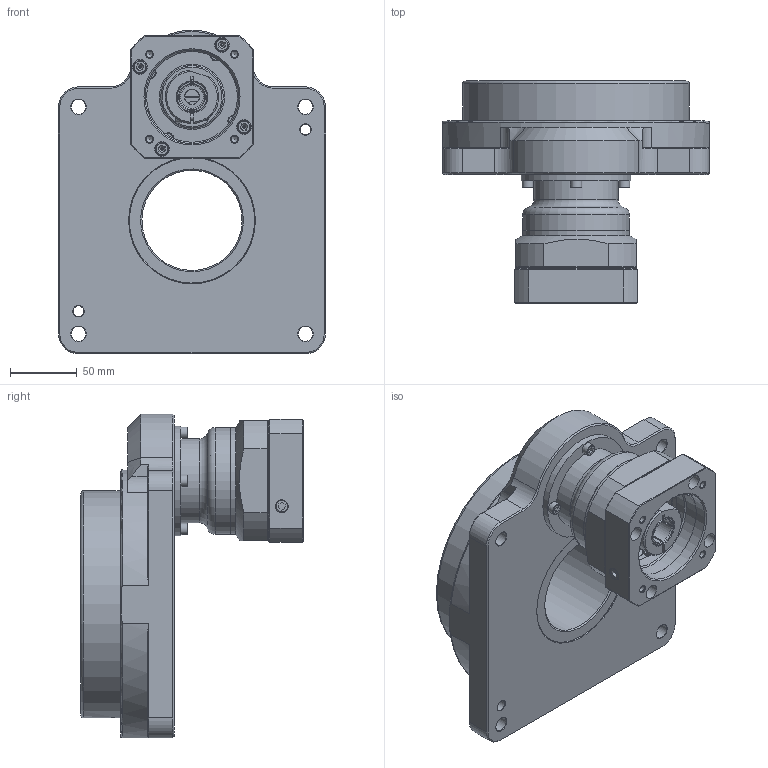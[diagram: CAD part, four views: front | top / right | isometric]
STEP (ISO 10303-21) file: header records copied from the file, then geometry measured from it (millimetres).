
FILE_DESCRIPTION((''),'2;1');
FILE_NAME('KGT-200B-2.stp','2015-09-18T14:19:31',('young'),(''),'Autodesk Inventor 2012','Autodesk Inventor 2012','');
FILE_SCHEMA(('CONFIG_CONTROL_DESIGN'));
Length unit declared in the file: millimetre
Products named in the file (1): KGT-200B-2
Bounding box: 200 x 166.5 x 242.5 mm (x, y, z)
Volume: 1443979.9 mm3; surface area: 387630.9 mm2
Topology: 26 solids, 26 shells, 792 faces, 1807 edges, 1121 vertices
Faces by surface type: plane 373, cone 194, cylinder 190, torus 27, bspline 8
Full cylindrical faces by diameter (mm): 2.459 x4, 4.2 x9, 5 x23, 5.5 x9, 6 x4, 6.8 x4, 8 x4, 8.433 x2, 8.5 x9, 9.5 x2, 10 x4, 11 x9, 19.2 x1, 23.5 x1, 24.8 x1, 25 x1, 26 x1, 29 x1, 33 x1, 35 x3, 56 x1, 59.687 x2, 62 x2, 63 x1, 65.8 x1, 68 x1, 70 x1, 70.03 x1, 75 x1, 78 x1
Entity records: 20768 total; most frequent: CARTESIAN_POINT 3997, DIRECTION 3651, ORIENTED_EDGE 2890, AXIS2_PLACEMENT_3D 1513, EDGE_CURVE 1445, EDGE_LOOP 1197, VERTEX_POINT 1042, FACE_OUTER_BOUND 792
